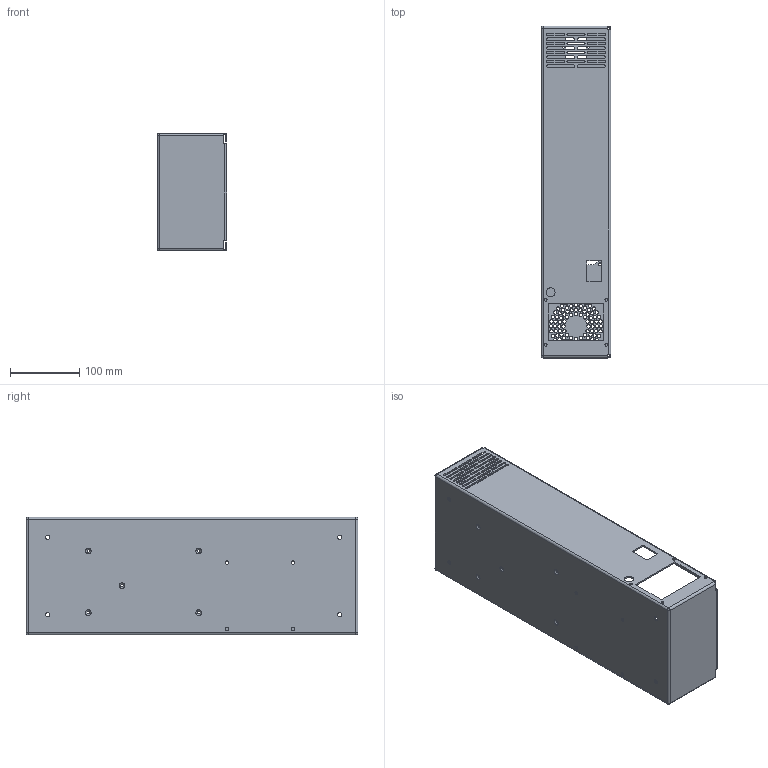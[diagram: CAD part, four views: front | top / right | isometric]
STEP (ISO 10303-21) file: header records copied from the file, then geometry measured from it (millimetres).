
FILE_DESCRIPTION(('FreeCAD Model'),'2;1');
FILE_NAME('electronics_chassis_revF.step', '2016-08-02T12:29:27',('Author'),(''), 'Open CASCADE STEP processor 6.7','FreeCAD','Unknown');
FILE_SCHEMA(('AUTOMOTIVE_DESIGN_CC2 { 1 2 10303 214 -1 1 5 4 }'));
Length unit declared in the file: millimetre
Products named in the file (2): ASSEMBLY; Pocket018
Assembly tree (1 placements, depth 2):
  ASSEMBLY
    Pocket018
Bounding box: 100.6 x 480 x 170 mm (x, y, z)
Volume: 412895.9 mm3; surface area: 418481.3 mm2
Topology: 1 solids, 1 shells, 351 faces, 1023 edges, 666 vertices
Faces by surface type: cylinder 238, plane 96, cone 9, sphere 8
Full cylindrical faces by diameter (mm): 3 x2, 3.4 x2, 3.81 x4, 4 x5, 4.2 x5, 4.22 x18, 5 x110, 6.35 x4, 13 x1, 30.73 x1
Entity records: 25953 total; most frequent: CARTESIAN_POINT 5266, DIRECTION 3854, ORIENTED_EDGE 2030, PCURVE 2030, DEFINITIONAL_REPRESENTATION 2030, LINE 1879, VECTOR 1879, EDGE_CURVE 1015
